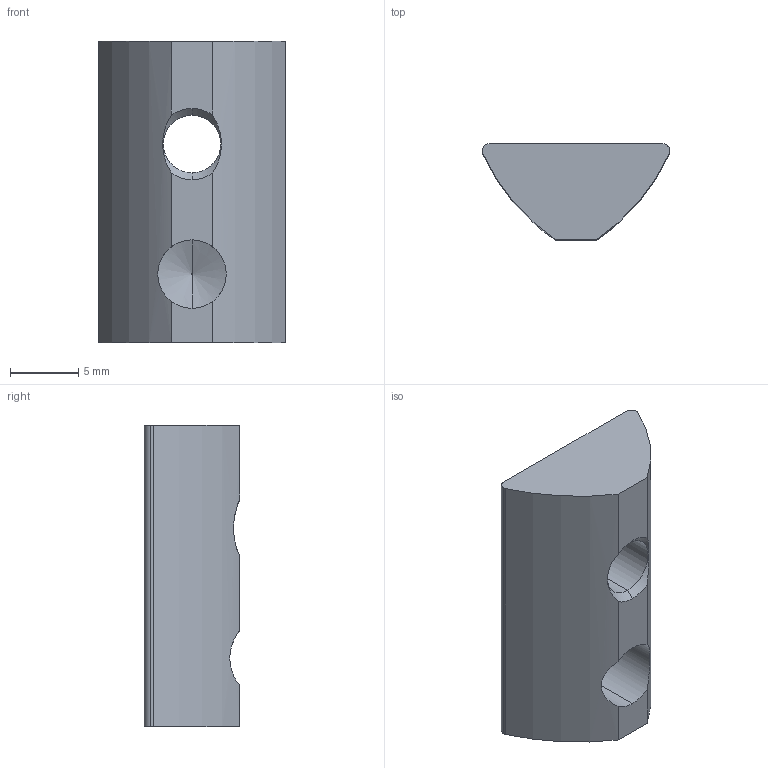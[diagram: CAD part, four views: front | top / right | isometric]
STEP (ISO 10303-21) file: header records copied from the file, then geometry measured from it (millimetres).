
FILE_DESCRIPTION (( 'STEP AP214' ), '1' );
FILE_NAME ('7218310', '2019-01-30T08:54:36', ( '' ), ('JUGARD+KÜNSTNER GmbH'), 'SwSTEP 2.0', 'SolidWorks 2017', '' );
FILE_SCHEMA (( 'AUTOMOTIVE_DESIGN' ));
Length unit declared in the file: millimetre
Products named in the file (1): 7218310
Bounding box: 13.7 x 7 x 22 mm (x, y, z)
Volume: 1278.3 mm3; surface area: 1038 mm2
Topology: 1 solids, 1 shells, 22 faces, 57 edges, 36 vertices
Faces by surface type: cylinder 9, plane 7, cone 6
Entity records: 793 total; most frequent: CARTESIAN_POINT 176, DIRECTION 127, ORIENTED_EDGE 114, EDGE_CURVE 57, AXIS2_PLACEMENT_3D 51, VERTEX_POINT 36, CIRCLE 28, LINE 25
